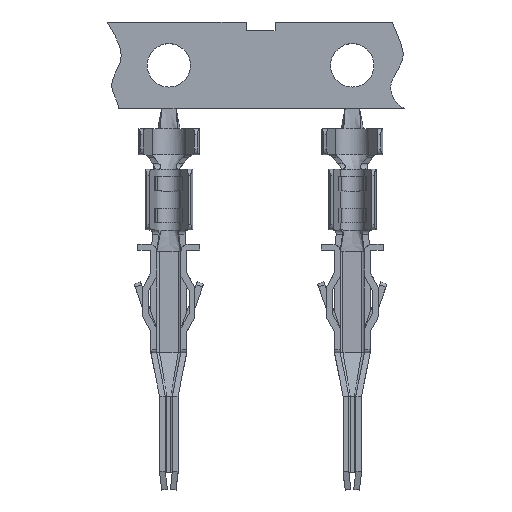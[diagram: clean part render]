
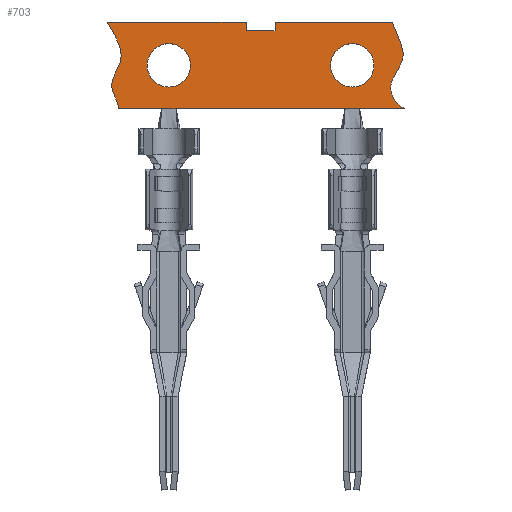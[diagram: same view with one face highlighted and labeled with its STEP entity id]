
A CAD part, top view. The second image highlights one B-rep face of the part: STEP entity #703.
In plain terms, the highlighted planar face has unit normal (0, 0, 1).
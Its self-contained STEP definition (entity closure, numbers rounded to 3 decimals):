
#703 = ADVANCED_FACE( '', ( #1840, #1841, #1842 ), #1843, .T. );
#1840 = FACE_OUTER_BOUND( '', #3733, .T. );
#1841 = FACE_BOUND( '', #3734, .T. );
#1842 = FACE_BOUND( '', #3735, .T. );
#1843 = PLANE( '', #3736 );
#3733 = EDGE_LOOP( '', ( #7208, #7209, #7210, #7211, #7212, #7213, #7214, #7215, #7216, #7217, #7218, #7219 ) );
#3734 = EDGE_LOOP( '', ( #7220 ) );
#3735 = EDGE_LOOP( '', ( #7221 ) );
#3736 = AXIS2_PLACEMENT_3D( '', #7222, #7223, #7224 );
#7208 = ORIENTED_EDGE( '', *, *, #11720, .F. );
#7209 = ORIENTED_EDGE( '', *, *, #11721, .T. );
#7210 = ORIENTED_EDGE( '', *, *, #11399, .F. );
#7211 = ORIENTED_EDGE( '', *, *, #11722, .T. );
#7212 = ORIENTED_EDGE( '', *, *, #11723, .T. );
#7213 = ORIENTED_EDGE( '', *, *, #11724, .T. );
#7214 = ORIENTED_EDGE( '', *, *, #11725, .T. );
#7215 = ORIENTED_EDGE( '', *, *, #11698, .T. );
#7216 = ORIENTED_EDGE( '', *, *, #11726, .T. );
#7217 = ORIENTED_EDGE( '', *, *, #11727, .T. );
#7218 = ORIENTED_EDGE( '', *, *, #11728, .F. );
#7219 = ORIENTED_EDGE( '', *, *, #11729, .F. );
#7220 = ORIENTED_EDGE( '', *, *, #11297, .T. );
#7221 = ORIENTED_EDGE( '', *, *, #11730, .T. );
#7222 = CARTESIAN_POINT( '', ( 0., 0., 0. ) );
#7223 = DIRECTION( '', ( 0., 0., 1. ) );
#7224 = DIRECTION( '', ( 1., 0., 0. ) );
#11297 = EDGE_CURVE( '', #13250, #13250, #13251, .T. );
#11399 = EDGE_CURVE( '', #13436, #13437, #13438, .T. );
#11698 = EDGE_CURVE( '', #13974, #13972, #13975, .T. );
#11720 = EDGE_CURVE( '', #14012, #14013, #14014, .T. );
#11721 = EDGE_CURVE( '', #14012, #13437, #14015, .T. );
#11722 = EDGE_CURVE( '', #13436, #13515, #14016, .T. );
#11723 = EDGE_CURVE( '', #13515, #13412, #14017, .F. );
#11724 = EDGE_CURVE( '', #13412, #13653, #14018, .T. );
#11725 = EDGE_CURVE( '', #13653, #13974, #14019, .F. );
#11726 = EDGE_CURVE( '', #13972, #14020, #14021, .T. );
#11727 = EDGE_CURVE( '', #14020, #14022, #14023, .T. );
#11728 = EDGE_CURVE( '', #14024, #14022, #14025, .T. );
#11729 = EDGE_CURVE( '', #14013, #14024, #14026, .T. );
#11730 = EDGE_CURVE( '', #14027, #14027, #14028, .T. );
#13250 = VERTEX_POINT( '', #16113 );
#13251 = CIRCLE( '', #16114, 0.75 );
#13412 = VERTEX_POINT( '', #16401 );
#13436 = VERTEX_POINT( '', #16478 );
#13437 = VERTEX_POINT( '', #16479 );
#13438 = B_SPLINE_CURVE_WITH_KNOTS( '', 3, ( #16480, #16481, #16482, #16483, #16484, #16485, #16486, #16487 ), .UNSPECIFIED., .F., .F., ( 4, 3, 1, 4 ), ( 0., 0.539, 0.779, 1. ), .UNSPECIFIED. );
#13515 = VERTEX_POINT( '', #16634 );
#13653 = VERTEX_POINT( '', #16885 );
#13972 = VERTEX_POINT( '', #17459 );
#13974 = VERTEX_POINT( '', #17462 );
#13975 = LINE( '', #17463, #17464 );
#14012 = VERTEX_POINT( '', #17520 );
#14013 = VERTEX_POINT( '', #17521 );
#14014 = LINE( '', #17522, #17523 );
#14015 = LINE( '', #17524, #17525 );
#14016 = LINE( '', #17526, #17527 );
#14017 = LINE( '', #17528, #17529 );
#14018 = LINE( '', #17530, #17531 );
#14019 = LINE( '', #17532, #17533 );
#14020 = VERTEX_POINT( '', #17534 );
#14021 = B_SPLINE_CURVE_WITH_KNOTS( '', 3, ( #17535, #17536, #17537, #17538, #17539, #17540 ), .UNSPECIFIED., .F., .F., ( 4, 1, 1, 4 ), ( 0., 0.333, 0.67, 1. ), .UNSPECIFIED. );
#14022 = VERTEX_POINT( '', #17541 );
#14023 = LINE( '', #17542, #17543 );
#14024 = VERTEX_POINT( '', #17544 );
#14025 = LINE( '', #17545, #17546 );
#14026 = LINE( '', #17547, #17548 );
#14027 = VERTEX_POINT( '', #17549 );
#14028 = CIRCLE( '', #17550, 0.75 );
#16113 = CARTESIAN_POINT( '', ( 0., 2.95, 0. ) );
#16114 = AXIS2_PLACEMENT_3D( '', #21522, #21523, #21524 );
#16401 = CARTESIAN_POINT( '', ( -6.1, 0.7, 0. ) );
#16478 = CARTESIAN_POINT( '', ( -8.106, 0.7, 0. ) );
#16479 = CARTESIAN_POINT( '', ( -8.478, 3.7, 0. ) );
#16480 = CARTESIAN_POINT( '', ( -8.106, 0.7, 0. ) );
#16481 = CARTESIAN_POINT( '', ( -8.009, 0.77, 0. ) );
#16482 = CARTESIAN_POINT( '', ( -8.31, 1.169, 0. ) );
#16483 = CARTESIAN_POINT( '', ( -8.324, 1.489, 0. ) );
#16484 = CARTESIAN_POINT( '', ( -8.338, 1.802, 0. ) );
#16485 = CARTESIAN_POINT( '', ( -7.81, 2.371, 0. ) );
#16486 = CARTESIAN_POINT( '', ( -8.101, 3.058, 0. ) );
#16487 = CARTESIAN_POINT( '', ( -8.478, 3.7, 0. ) );
#16634 = CARTESIAN_POINT( '', ( -6.6, 0.7, 0. ) );
#16885 = CARTESIAN_POINT( '', ( -0.25, 0.7, 0. ) );
#17459 = CARTESIAN_POINT( '', ( 1.811, 0.7, 0. ) );
#17462 = CARTESIAN_POINT( '', ( 0.25, 0.7, 0. ) );
#17463 = CARTESIAN_POINT( '', ( -3.175, 0.7, 0. ) );
#17464 = VECTOR( '', #21883, 1000. );
#17520 = CARTESIAN_POINT( '', ( -3.675, 3.7, 0. ) );
#17521 = CARTESIAN_POINT( '', ( -3.675, 3.4, 0. ) );
#17522 = CARTESIAN_POINT( '', ( -3.675, 3.7, 0. ) );
#17523 = VECTOR( '', #21907, 1000. );
#17524 = CARTESIAN_POINT( '', ( 3.175, 3.7, 0. ) );
#17525 = VECTOR( '', #21908, 1000. );
#17526 = CARTESIAN_POINT( '', ( -3.175, 0.7, 0. ) );
#17527 = VECTOR( '', #21909, 1000. );
#17528 = CARTESIAN_POINT( '', ( -6.1, 0.7, 0. ) );
#17529 = VECTOR( '', #21910, 1000. );
#17530 = CARTESIAN_POINT( '', ( -3.175, 0.7, 0. ) );
#17531 = VECTOR( '', #21911, 1000. );
#17532 = CARTESIAN_POINT( '', ( 0.25, 0.7, 0. ) );
#17533 = VECTOR( '', #21912, 1000. );
#17534 = CARTESIAN_POINT( '', ( 1.383, 3.7, 0. ) );
#17535 = CARTESIAN_POINT( '', ( 1.811, 0.7, 0. ) );
#17536 = CARTESIAN_POINT( '', ( 1.564, 0.81, 0. ) );
#17537 = CARTESIAN_POINT( '', ( 1.029, 1.471, 0. ) );
#17538 = CARTESIAN_POINT( '', ( 2.03, 2.467, 0. ) );
#17539 = CARTESIAN_POINT( '', ( 1.584, 3.145, 0. ) );
#17540 = CARTESIAN_POINT( '', ( 1.383, 3.7, 0. ) );
#17541 = CARTESIAN_POINT( '', ( -2.675, 3.7, 0. ) );
#17542 = CARTESIAN_POINT( '', ( 3.175, 3.7, 0. ) );
#17543 = VECTOR( '', #21913, 1000. );
#17544 = CARTESIAN_POINT( '', ( -2.675, 3.4, 0. ) );
#17545 = CARTESIAN_POINT( '', ( -2.675, 3.4, 0. ) );
#17546 = VECTOR( '', #21914, 1000. );
#17547 = CARTESIAN_POINT( '', ( -3.675, 3.4, 0. ) );
#17548 = VECTOR( '', #21915, 1000. );
#17549 = CARTESIAN_POINT( '', ( -6.35, 2.95, 0. ) );
#17550 = AXIS2_PLACEMENT_3D( '', #21916, #21917, #21918 );
#21522 = CARTESIAN_POINT( '', ( 0., 2.2, 0. ) );
#21523 = DIRECTION( '', ( 0., 0., -1. ) );
#21524 = DIRECTION( '', ( 0., 1., 0. ) );
#21883 = DIRECTION( '', ( 1., 0., 0. ) );
#21907 = DIRECTION( '', ( 0., -1., 0. ) );
#21908 = DIRECTION( '', ( -1., 0., 0. ) );
#21909 = DIRECTION( '', ( 1., 0., 0. ) );
#21910 = DIRECTION( '', ( -1., 0., 0. ) );
#21911 = DIRECTION( '', ( 1., 0., 0. ) );
#21912 = DIRECTION( '', ( -1., 0., 0. ) );
#21913 = DIRECTION( '', ( -1., 0., 0. ) );
#21914 = DIRECTION( '', ( 0., 1., 0. ) );
#21915 = DIRECTION( '', ( 1., 0., 0. ) );
#21916 = CARTESIAN_POINT( '', ( -6.35, 2.2, 0. ) );
#21917 = DIRECTION( '', ( 0., 0., -1. ) );
#21918 = DIRECTION( '', ( 0., 1., 0. ) );
